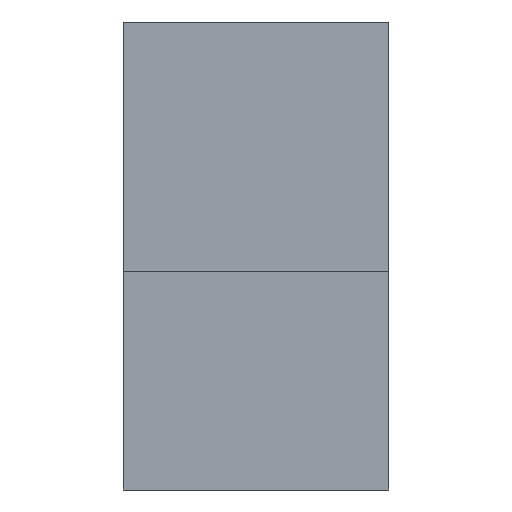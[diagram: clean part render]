
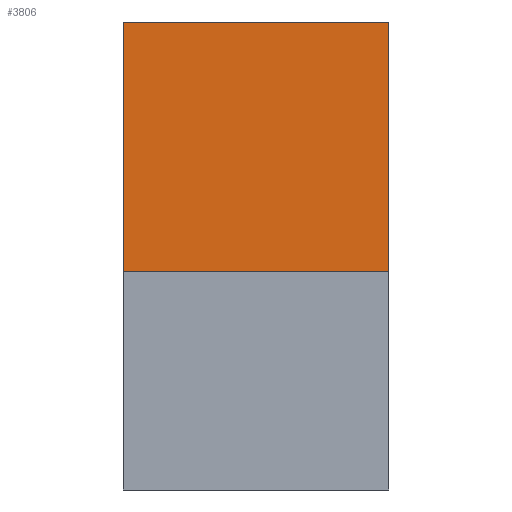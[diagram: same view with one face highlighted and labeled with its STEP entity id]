
A CAD part, left-side view. The second image highlights one B-rep face of the part: STEP entity #3806.
In plain terms, the highlighted planar face has unit normal (-1, 0, 0).
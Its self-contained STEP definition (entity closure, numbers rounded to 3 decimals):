
#413=PLANE('',#3935);
#609=FACE_OUTER_BOUND('',#826,.T.);
#826=EDGE_LOOP('',(#3479,#3480,#3481,#3482));
#1139=LINE('',#7279,#1473);
#1145=LINE('',#7301,#1479);
#1150=LINE('',#7310,#1484);
#1151=LINE('',#7311,#1485);
#1473=VECTOR('',#4421,10.);
#1479=VECTOR('',#4443,10.);
#1484=VECTOR('',#4450,10.);
#1485=VECTOR('',#4451,10.);
#1877=VERTEX_POINT('',#7276);
#1878=VERTEX_POINT('',#7278);
#1885=VERTEX_POINT('',#7298);
#1886=VERTEX_POINT('',#7300);
#2415=EDGE_CURVE('',#1878,#1877,#1139,.T.);
#2425=EDGE_CURVE('',#1885,#1886,#1145,.T.);
#2430=EDGE_CURVE('',#1886,#1877,#1150,.T.);
#2431=EDGE_CURVE('',#1878,#1885,#1151,.T.);
#3479=ORIENTED_EDGE('',*,*,#2430,.F.);
#3480=ORIENTED_EDGE('',*,*,#2425,.F.);
#3481=ORIENTED_EDGE('',*,*,#2431,.F.);
#3482=ORIENTED_EDGE('',*,*,#2415,.T.);
#3806=ADVANCED_FACE('',(#609),#413,.T.);
#3935=AXIS2_PLACEMENT_3D('',#7309,#4448,#4449);
#4421=DIRECTION('',(0.,1.,0.));
#4443=DIRECTION('',(0.,1.,0.));
#4448=DIRECTION('center_axis',(-1.,0.,0.));
#4449=DIRECTION('ref_axis',(0.,0.,1.));
#4450=DIRECTION('',(0.,0.,1.));
#4451=DIRECTION('',(0.,0.,-1.));
#7276=CARTESIAN_POINT('',(-26.1,10.5,16.));
#7278=CARTESIAN_POINT('',(-26.1,-6.5,16.));
#7279=CARTESIAN_POINT('',(-26.1,0.,16.));
#7298=CARTESIAN_POINT('',(-26.1,-6.5,0.));
#7300=CARTESIAN_POINT('',(-26.1,10.5,0.));
#7301=CARTESIAN_POINT('',(-26.1,0.,0.));
#7309=CARTESIAN_POINT('Origin',(-26.1,0.,0.));
#7310=CARTESIAN_POINT('',(-26.1,10.5,7.75));
#7311=CARTESIAN_POINT('',(-26.1,-6.5,16.));
